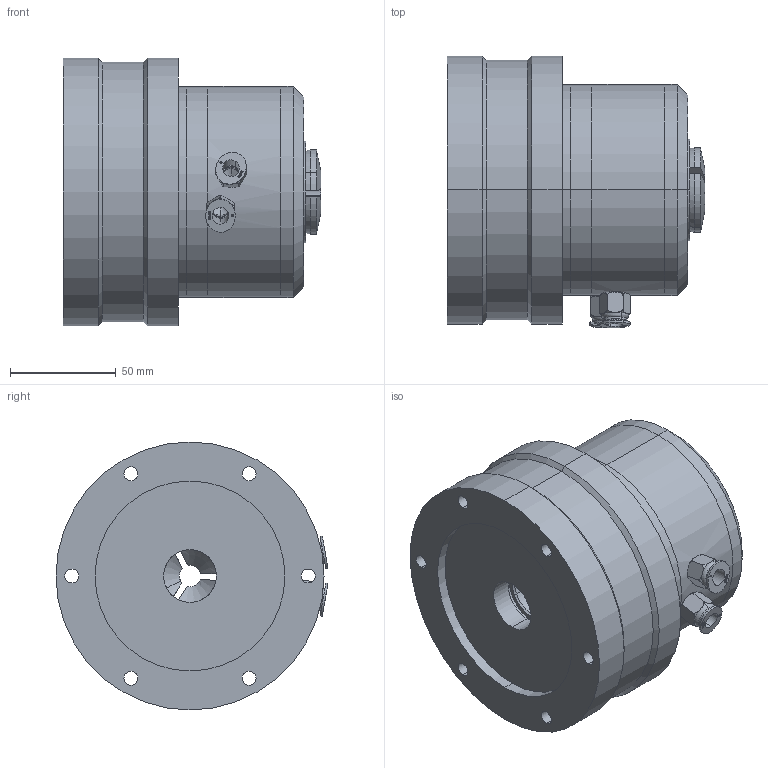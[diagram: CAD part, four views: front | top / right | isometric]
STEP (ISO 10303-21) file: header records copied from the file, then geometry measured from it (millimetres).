
FILE_DESCRIPTION (( 'STEP AP214' ), '1' );
FILE_NAME ('JAC-25-D.STEP', '2023-08-17T09:13:45', ( '' ), ( '' ), 'SwSTEP 2.0', 'SolidWorks 2023', '' );
FILE_SCHEMA (( 'AUTOMOTIVE_DESIGN' ));
Length unit declared in the file: millimetre
Products named in the file (5): JAC-25-D.STEP; JAC-25-D_1.STEP; YB-25标准.STEP; 气孔接头  .STEP; JAC-25-D
Assembly tree (5 placements, depth 3):
  JAC-25-D
    JAC-25-D.STEP
      JAC-25-D_1.STEP
      YB-25标准.STEP
      气孔接头  .STEP  x2
Bounding box: 122 x 128.88 x 127 mm (x, y, z)
Volume: 1061225.9 mm3; surface area: 108009.7 mm2
Topology: 4 solids, 4 shells, 670 faces, 1703 edges, 1102 vertices
Faces by surface type: plane 339, cylinder 163, bspline 98, cone 46, torus 24
Entity records: 27384 total; most frequent: CARTESIAN_POINT 10182, ORIENTED_EDGE 2672, DIRECTION 2253, EDGE_CURVE 1336, VERTEX_POINT 869, LINE 787, VECTOR 787, AXIS2_PLACEMENT_3D 733
